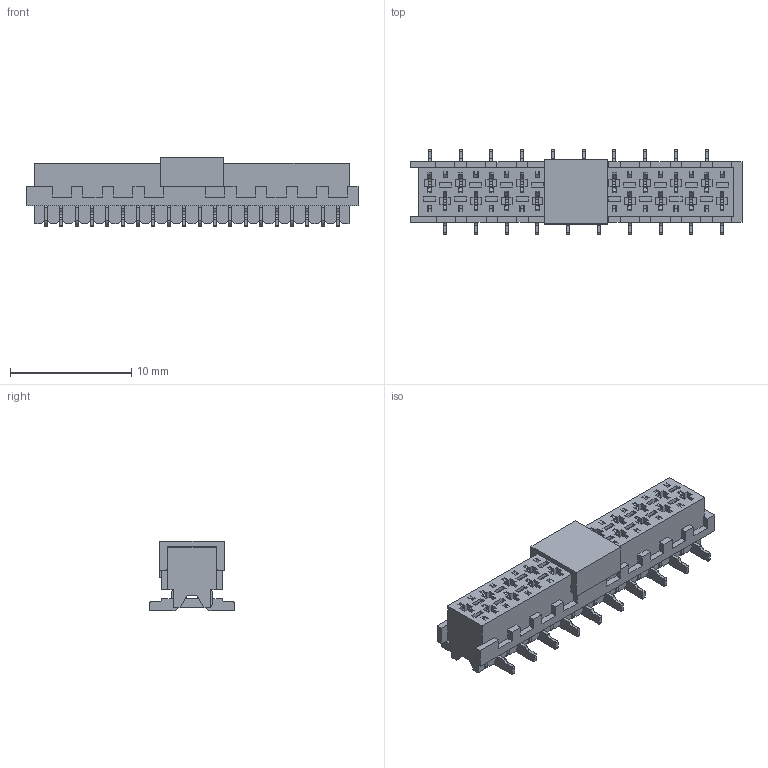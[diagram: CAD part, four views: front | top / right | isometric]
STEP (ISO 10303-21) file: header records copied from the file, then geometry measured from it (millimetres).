
FILE_DESCRIPTION(/* description */ ('Unknown'),/* implementation_level */ '2;1');
FILE_NAME(/* name */ 'J_Wurth_WR-MM_690367282076',/* time_stamp */ '2025-05-08T09:42:01+08:00',/* author */ ('Unknown'),/* organization */ ('Unknown'),/* preprocessor_version */ 'ST-DEVELOPER v19.4',/* originating_system */ 'Solid Edge',/* authorisation */ 'Unknown');
FILE_SCHEMA (('AUTOMOTIVE_DESIGN {1 0 10303 214 3 1 1}'));
Products named in the file (2): J_Wurth_WR-MM_690367282076
Assembly tree (1 placements, depth 2):
  J_Wurth_WR-MM_690367282076
    J_Wurth_WR-MM_690367282076
Bounding box: 27.4 x 7 x 5.75 mm (x, y, z)
Volume: 467.9 mm3; surface area: 1604.9 mm2
Topology: 1 solids, 1 shells, 1735 faces, 5288 edges, 3389 vertices
Faces by surface type: plane 1415, cylinder 320
Entity records: 70796 total; most frequent: ORIENTED_EDGE 10576, CARTESIAN_POINT 10414, DIRECTION 9522, EDGE_CURVE 5288, LINE 4528, VECTOR 4528, VERTEX_POINT 3389, AXIS2_PLACEMENT_3D 2497
